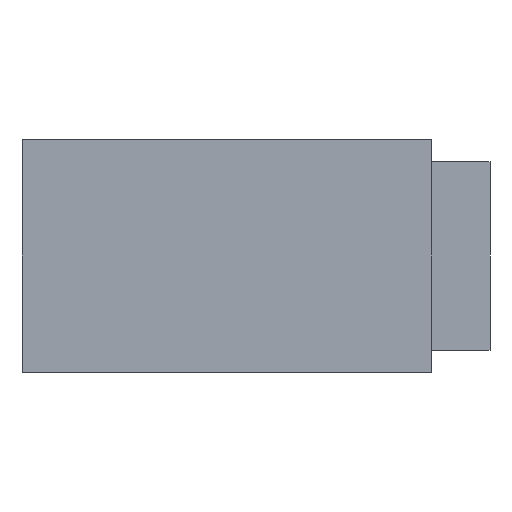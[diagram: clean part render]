
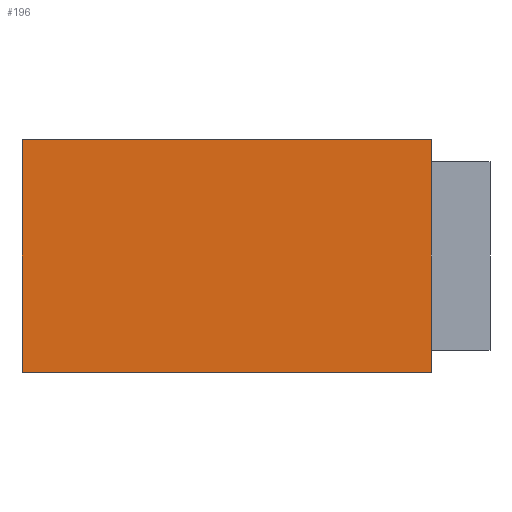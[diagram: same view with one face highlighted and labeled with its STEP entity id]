
A CAD part, front view. The second image highlights one B-rep face of the part: STEP entity #196.
In plain terms, the highlighted planar face has unit normal (0, -1, 0).
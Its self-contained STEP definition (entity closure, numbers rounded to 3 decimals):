
#44=ORIENTED_EDGE('',*,*,#72,.T.);
#45=ORIENTED_EDGE('',*,*,#76,.T.);
#46=ORIENTED_EDGE('',*,*,#79,.T.);
#47=ORIENTED_EDGE('',*,*,#82,.T.);
#72=EDGE_CURVE('',#96,#97,#112,.T.);
#76=EDGE_CURVE('',#97,#100,#116,.T.);
#79=EDGE_CURVE('',#100,#102,#119,.T.);
#82=EDGE_CURVE('',#102,#96,#122,.T.);
#96=VERTEX_POINT('',#285);
#97=VERTEX_POINT('',#286);
#100=VERTEX_POINT('',#294);
#102=VERTEX_POINT('',#300);
#112=LINE('',#284,#136);
#116=LINE('',#293,#140);
#119=LINE('',#299,#143);
#122=LINE('',#305,#146);
#136=VECTOR('',#234,1000.);
#140=VECTOR('',#240,1000.);
#143=VECTOR('',#245,1000.);
#146=VECTOR('',#250,1000.);
#162=EDGE_LOOP('',(#44,#45,#46,#47));
#174=FACE_BOUND('',#162,.T.);
#185=PLANE('',#220);
#196=ADVANCED_FACE('',(#174),#185,.T.);
#220=AXIS2_PLACEMENT_3D('',#308,#254,#255);
#234=DIRECTION('',(0.,0.,1.));
#240=DIRECTION('',(-1.,0.,0.));
#245=DIRECTION('',(0.,0.,-1.));
#250=DIRECTION('',(1.,0.,0.));
#254=DIRECTION('',(0.,-1.,0.));
#255=DIRECTION('',(0.,0.,-1.));
#284=CARTESIAN_POINT('',(174.,0.,-99.));
#285=CARTESIAN_POINT('',(174.,0.,-99.));
#286=CARTESIAN_POINT('',(174.,0.,99.));
#293=CARTESIAN_POINT('',(174.,0.,99.));
#294=CARTESIAN_POINT('',(-174.,0.,99.));
#299=CARTESIAN_POINT('',(-174.,0.,99.));
#300=CARTESIAN_POINT('',(-174.,0.,-99.));
#305=CARTESIAN_POINT('',(-174.,0.,-99.));
#308=CARTESIAN_POINT('',(0.,0.,0.));
